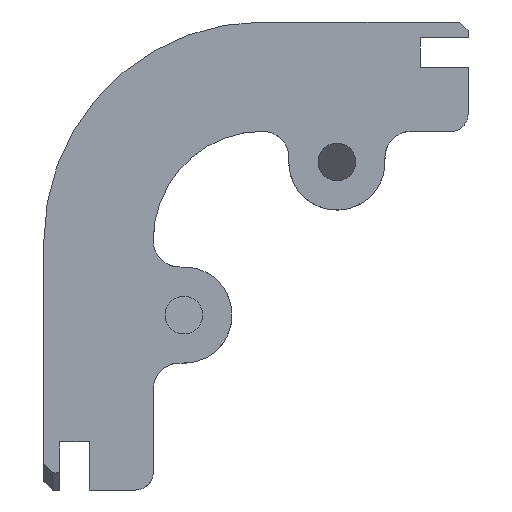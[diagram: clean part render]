
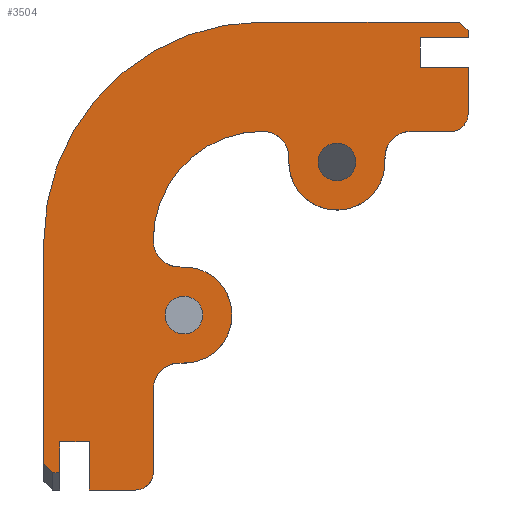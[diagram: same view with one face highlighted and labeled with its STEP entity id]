
A CAD part, front view. The second image highlights one B-rep face of the part: STEP entity #3504.
In plain terms, the highlighted planar face has unit normal (0, -1, 0).
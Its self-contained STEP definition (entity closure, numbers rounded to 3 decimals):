
#35=FACE_BOUND('',#407,.T.);
#36=FACE_BOUND('',#408,.T.);
#49=PLANE('',#3725);
#215=FACE_OUTER_BOUND('',#406,.T.);
#406=EDGE_LOOP('',(#2448,#2449,#2450,#2451,#2452,#2453,#2454,#2455,#2456,
#2457,#2458,#2459,#2460,#2461,#2462,#2463,#2464,#2465,#2466,#2467,#2468,
#2469,#2470,#2471,#2472,#2473));
#407=EDGE_LOOP('',(#2474));
#408=EDGE_LOOP('',(#2475));
#613=LINE('',#5030,#1051);
#614=LINE('',#5032,#1052);
#615=LINE('',#5034,#1053);
#616=LINE('',#5036,#1054);
#617=LINE('',#5039,#1055);
#618=LINE('',#5048,#1056);
#619=LINE('',#5052,#1057);
#620=LINE('',#5054,#1058);
#621=LINE('',#5056,#1059);
#622=LINE('',#5058,#1060);
#623=LINE('',#5060,#1061);
#624=LINE('',#5062,#1062);
#625=LINE('',#5064,#1063);
#626=LINE('',#5068,#1064);
#627=LINE('',#5070,#1065);
#628=LINE('',#5071,#1066);
#1051=VECTOR('',#4040,1000.);
#1052=VECTOR('',#4041,1000.);
#1053=VECTOR('',#4042,1000.);
#1054=VECTOR('',#4043,1000.);
#1055=VECTOR('',#4046,1000.);
#1056=VECTOR('',#4055,1000.);
#1057=VECTOR('',#4058,1000.);
#1058=VECTOR('',#4059,1000.);
#1059=VECTOR('',#4060,1000.);
#1060=VECTOR('',#4061,1000.);
#1061=VECTOR('',#4062,1000.);
#1062=VECTOR('',#4063,1000.);
#1063=VECTOR('',#4064,1000.);
#1064=VECTOR('',#4067,1000.);
#1065=VECTOR('',#4068,1000.);
#1066=VECTOR('',#4069,1000.);
#1478=CIRCLE('',#3701,2.15);
#1480=CIRCLE('',#3704,2.15);
#1482=CIRCLE('',#3707,3.);
#1484=CIRCLE('',#3710,5.5);
#1486=CIRCLE('',#3713,3.);
#1494=CIRCLE('',#3726,2.);
#1495=CIRCLE('',#3727,3.);
#1496=CIRCLE('',#3728,12.5);
#1497=CIRCLE('',#3729,5.5);
#1498=CIRCLE('',#3730,3.);
#1499=CIRCLE('',#3731,2.);
#1500=CIRCLE('',#3732,25.);
#1542=VERTEX_POINT('',#4967);
#1544=VERTEX_POINT('',#4973);
#1546=VERTEX_POINT('',#4979);
#1547=VERTEX_POINT('',#4980);
#1550=VERTEX_POINT('',#4988);
#1552=VERTEX_POINT('',#4994);
#1553=VERTEX_POINT('',#4995);
#1563=VERTEX_POINT('',#5028);
#1564=VERTEX_POINT('',#5029);
#1565=VERTEX_POINT('',#5031);
#1566=VERTEX_POINT('',#5033);
#1567=VERTEX_POINT('',#5035);
#1568=VERTEX_POINT('',#5037);
#1569=VERTEX_POINT('',#5040);
#1570=VERTEX_POINT('',#5043);
#1571=VERTEX_POINT('',#5045);
#1572=VERTEX_POINT('',#5047);
#1573=VERTEX_POINT('',#5049);
#1574=VERTEX_POINT('',#5051);
#1575=VERTEX_POINT('',#5053);
#1576=VERTEX_POINT('',#5055);
#1577=VERTEX_POINT('',#5057);
#1578=VERTEX_POINT('',#5059);
#1579=VERTEX_POINT('',#5061);
#1580=VERTEX_POINT('',#5063);
#1581=VERTEX_POINT('',#5065);
#1582=VERTEX_POINT('',#5067);
#1583=VERTEX_POINT('',#5069);
#1887=EDGE_CURVE('',#1542,#1542,#1478,.T.);
#1890=EDGE_CURVE('',#1544,#1544,#1480,.T.);
#1893=EDGE_CURVE('',#1546,#1547,#1482,.T.);
#1897=EDGE_CURVE('',#1550,#1546,#1484,.T.);
#1900=EDGE_CURVE('',#1552,#1553,#1486,.T.);
#1915=EDGE_CURVE('',#1563,#1564,#613,.T.);
#1916=EDGE_CURVE('',#1565,#1563,#614,.T.);
#1917=EDGE_CURVE('',#1566,#1565,#615,.T.);
#1918=EDGE_CURVE('',#1567,#1566,#616,.T.);
#1919=EDGE_CURVE('',#1568,#1567,#1494,.T.);
#1920=EDGE_CURVE('',#1547,#1568,#617,.T.);
#1921=EDGE_CURVE('',#1569,#1550,#1495,.T.);
#1922=EDGE_CURVE('',#1553,#1569,#1496,.T.);
#1923=EDGE_CURVE('',#1570,#1552,#1497,.T.);
#1924=EDGE_CURVE('',#1571,#1570,#1498,.T.);
#1925=EDGE_CURVE('',#1572,#1571,#618,.T.);
#1926=EDGE_CURVE('',#1573,#1572,#1499,.T.);
#1927=EDGE_CURVE('',#1574,#1573,#619,.T.);
#1928=EDGE_CURVE('',#1575,#1574,#620,.T.);
#1929=EDGE_CURVE('',#1576,#1575,#621,.T.);
#1930=EDGE_CURVE('',#1577,#1576,#622,.T.);
#1931=EDGE_CURVE('',#1577,#1578,#623,.T.);
#1932=EDGE_CURVE('',#1579,#1578,#624,.T.);
#1933=EDGE_CURVE('',#1580,#1579,#625,.T.);
#1934=EDGE_CURVE('',#1581,#1580,#1500,.T.);
#1935=EDGE_CURVE('',#1582,#1581,#626,.T.);
#1936=EDGE_CURVE('',#1583,#1582,#627,.T.);
#1937=EDGE_CURVE('',#1564,#1583,#628,.T.);
#2448=ORIENTED_EDGE('',*,*,#1915,.F.);
#2449=ORIENTED_EDGE('',*,*,#1916,.F.);
#2450=ORIENTED_EDGE('',*,*,#1917,.F.);
#2451=ORIENTED_EDGE('',*,*,#1918,.F.);
#2452=ORIENTED_EDGE('',*,*,#1919,.F.);
#2453=ORIENTED_EDGE('',*,*,#1920,.F.);
#2454=ORIENTED_EDGE('',*,*,#1893,.F.);
#2455=ORIENTED_EDGE('',*,*,#1897,.F.);
#2456=ORIENTED_EDGE('',*,*,#1921,.F.);
#2457=ORIENTED_EDGE('',*,*,#1922,.F.);
#2458=ORIENTED_EDGE('',*,*,#1900,.F.);
#2459=ORIENTED_EDGE('',*,*,#1923,.F.);
#2460=ORIENTED_EDGE('',*,*,#1924,.F.);
#2461=ORIENTED_EDGE('',*,*,#1925,.F.);
#2462=ORIENTED_EDGE('',*,*,#1926,.F.);
#2463=ORIENTED_EDGE('',*,*,#1927,.F.);
#2464=ORIENTED_EDGE('',*,*,#1928,.F.);
#2465=ORIENTED_EDGE('',*,*,#1929,.F.);
#2466=ORIENTED_EDGE('',*,*,#1930,.F.);
#2467=ORIENTED_EDGE('',*,*,#1931,.T.);
#2468=ORIENTED_EDGE('',*,*,#1932,.F.);
#2469=ORIENTED_EDGE('',*,*,#1933,.F.);
#2470=ORIENTED_EDGE('',*,*,#1934,.F.);
#2471=ORIENTED_EDGE('',*,*,#1935,.F.);
#2472=ORIENTED_EDGE('',*,*,#1936,.F.);
#2473=ORIENTED_EDGE('',*,*,#1937,.F.);
#2474=ORIENTED_EDGE('',*,*,#1887,.F.);
#2475=ORIENTED_EDGE('',*,*,#1890,.F.);
#3504=ADVANCED_FACE('',(#215,#35,#36),#49,.F.);
#3701=AXIS2_PLACEMENT_3D('',#4968,#3979,#3980);
#3704=AXIS2_PLACEMENT_3D('',#4974,#3986,#3987);
#3707=AXIS2_PLACEMENT_3D('',#4981,#3993,#3994);
#3710=AXIS2_PLACEMENT_3D('',#4989,#4001,#4002);
#3713=AXIS2_PLACEMENT_3D('',#4996,#4008,#4009);
#3725=AXIS2_PLACEMENT_3D('',#5027,#4038,#4039);
#3726=AXIS2_PLACEMENT_3D('',#5038,#4044,#4045);
#3727=AXIS2_PLACEMENT_3D('',#5041,#4047,#4048);
#3728=AXIS2_PLACEMENT_3D('',#5042,#4049,#4050);
#3729=AXIS2_PLACEMENT_3D('',#5044,#4051,#4052);
#3730=AXIS2_PLACEMENT_3D('',#5046,#4053,#4054);
#3731=AXIS2_PLACEMENT_3D('',#5050,#4056,#4057);
#3732=AXIS2_PLACEMENT_3D('',#5066,#4065,#4066);
#3979=DIRECTION('center_axis',(0.,-1.,0.));
#3980=DIRECTION('ref_axis',(0.,0.,1.));
#3986=DIRECTION('center_axis',(0.,-1.,0.));
#3987=DIRECTION('ref_axis',(0.,0.,1.));
#3993=DIRECTION('center_axis',(0.,-1.,0.));
#3994=DIRECTION('ref_axis',(0.,0.,1.));
#4001=DIRECTION('center_axis',(0.,1.,0.));
#4002=DIRECTION('ref_axis',(0.,0.,1.));
#4008=DIRECTION('center_axis',(0.,-1.,0.));
#4009=DIRECTION('ref_axis',(0.,0.,1.));
#4038=DIRECTION('center_axis',(0.,1.,0.));
#4039=DIRECTION('ref_axis',(0.,0.,1.));
#4040=DIRECTION('',(0.,0.,-1.));
#4041=DIRECTION('',(-1.,0.,0.));
#4042=DIRECTION('',(0.,0.,1.));
#4043=DIRECTION('',(-1.,0.,0.));
#4044=DIRECTION('center_axis',(0.,1.,0.));
#4045=DIRECTION('ref_axis',(0.,0.,1.));
#4046=DIRECTION('',(0.,0.,-1.));
#4047=DIRECTION('center_axis',(0.,-1.,0.));
#4048=DIRECTION('ref_axis',(0.,0.,1.));
#4049=DIRECTION('center_axis',(0.,-1.,0.));
#4050=DIRECTION('ref_axis',(0.,0.,-1.));
#4051=DIRECTION('center_axis',(0.,1.,0.));
#4052=DIRECTION('ref_axis',(0.,0.,1.));
#4053=DIRECTION('center_axis',(0.,-1.,0.));
#4054=DIRECTION('ref_axis',(0.,0.,1.));
#4055=DIRECTION('',(-1.,0.,0.));
#4056=DIRECTION('center_axis',(0.,1.,0.));
#4057=DIRECTION('ref_axis',(0.,0.,-1.));
#4058=DIRECTION('',(0.,0.,-1.));
#4059=DIRECTION('',(1.,0.,0.));
#4060=DIRECTION('',(0.,0.,-1.));
#4061=DIRECTION('',(-1.,0.,0.));
#4062=DIRECTION('',(0.,0.,1.));
#4063=DIRECTION('',(0.707,0.,-0.707));
#4064=DIRECTION('',(1.,0.,0.));
#4065=DIRECTION('center_axis',(0.,1.,0.));
#4066=DIRECTION('ref_axis',(0.,0.,-1.));
#4067=DIRECTION('',(0.,0.,1.));
#4068=DIRECTION('',(-0.711,0.,0.704));
#4069=DIRECTION('',(-1.,0.,0.));
#4967=CARTESIAN_POINT('',(16.,0.,-35.65));
#4968=CARTESIAN_POINT('Origin',(16.,0.,-33.5));
#4973=CARTESIAN_POINT('',(33.5,0.,-18.15));
#4974=CARTESIAN_POINT('Origin',(33.5,0.,-16.));
#4979=CARTESIAN_POINT('',(15.676,0.,-38.99));
#4980=CARTESIAN_POINT('',(12.5,0.,-41.985));
#4981=CARTESIAN_POINT('Origin',(15.5,0.,-41.985));
#4988=CARTESIAN_POINT('',(15.676,0.,-28.01));
#4989=CARTESIAN_POINT('Origin',(16.,0.,-33.5));
#4994=CARTESIAN_POINT('',(28.01,0.,-15.676));
#4995=CARTESIAN_POINT('',(25.009,0.,-12.5));
#4996=CARTESIAN_POINT('Origin',(25.015,0.,-15.5));
#5027=CARTESIAN_POINT('Origin',(25.,0.,-25.));
#5028=CARTESIAN_POINT('',(1.8,0.,-48.));
#5029=CARTESIAN_POINT('',(1.8,0.,-51.5));
#5030=CARTESIAN_POINT('',(1.8,0.,-25.));
#5031=CARTESIAN_POINT('',(5.2,0.,-48.));
#5032=CARTESIAN_POINT('',(25.,0.,-48.));
#5033=CARTESIAN_POINT('',(5.2,0.,-53.5));
#5034=CARTESIAN_POINT('',(5.2,0.,-25.));
#5035=CARTESIAN_POINT('',(10.5,0.,-53.5));
#5036=CARTESIAN_POINT('',(25.,0.,-53.5));
#5037=CARTESIAN_POINT('',(12.5,0.,-51.5));
#5038=CARTESIAN_POINT('Origin',(10.5,0.,-51.5));
#5039=CARTESIAN_POINT('',(12.5,0.,-25.));
#5040=CARTESIAN_POINT('',(12.5,0.,-25.006));
#5041=CARTESIAN_POINT('Origin',(15.5,0.,-25.015));
#5042=CARTESIAN_POINT('Origin',(25.,0.,-25.));
#5043=CARTESIAN_POINT('',(38.99,0.,-15.676));
#5044=CARTESIAN_POINT('Origin',(33.5,0.,-16.));
#5045=CARTESIAN_POINT('',(41.985,0.,-12.5));
#5046=CARTESIAN_POINT('Origin',(41.985,0.,-15.5));
#5047=CARTESIAN_POINT('',(46.5,0.,-12.5));
#5048=CARTESIAN_POINT('',(25.,0.,-12.5));
#5049=CARTESIAN_POINT('',(48.5,0.,-10.5));
#5050=CARTESIAN_POINT('Origin',(46.5,0.,-10.5));
#5051=CARTESIAN_POINT('',(48.5,0.,-5.2));
#5052=CARTESIAN_POINT('',(48.5,0.,-25.));
#5053=CARTESIAN_POINT('',(43.,0.,-5.2));
#5054=CARTESIAN_POINT('',(25.,0.,-5.2));
#5055=CARTESIAN_POINT('',(43.,0.,-1.8));
#5056=CARTESIAN_POINT('',(43.,0.,-25.));
#5057=CARTESIAN_POINT('',(48.5,0.,-1.8));
#5058=CARTESIAN_POINT('',(25.,0.,-1.8));
#5059=CARTESIAN_POINT('',(48.5,0.,-1.));
#5060=CARTESIAN_POINT('',(48.5,0.,-12.5));
#5061=CARTESIAN_POINT('',(47.5,0.,0.));
#5062=CARTESIAN_POINT('',(48.,0.,-0.5));
#5063=CARTESIAN_POINT('',(25.,0.,0.));
#5064=CARTESIAN_POINT('',(25.,0.,0.));
#5065=CARTESIAN_POINT('',(0.,0.,-25.));
#5066=CARTESIAN_POINT('Origin',(25.,0.,-25.));
#5067=CARTESIAN_POINT('',(0.,0.,-50.51));
#5068=CARTESIAN_POINT('',(0.,0.,-25.));
#5069=CARTESIAN_POINT('',(1.,0.,-51.5));
#5070=CARTESIAN_POINT('',(1.,0.,-51.5));
#5071=CARTESIAN_POINT('',(1.4,0.,-51.5));
